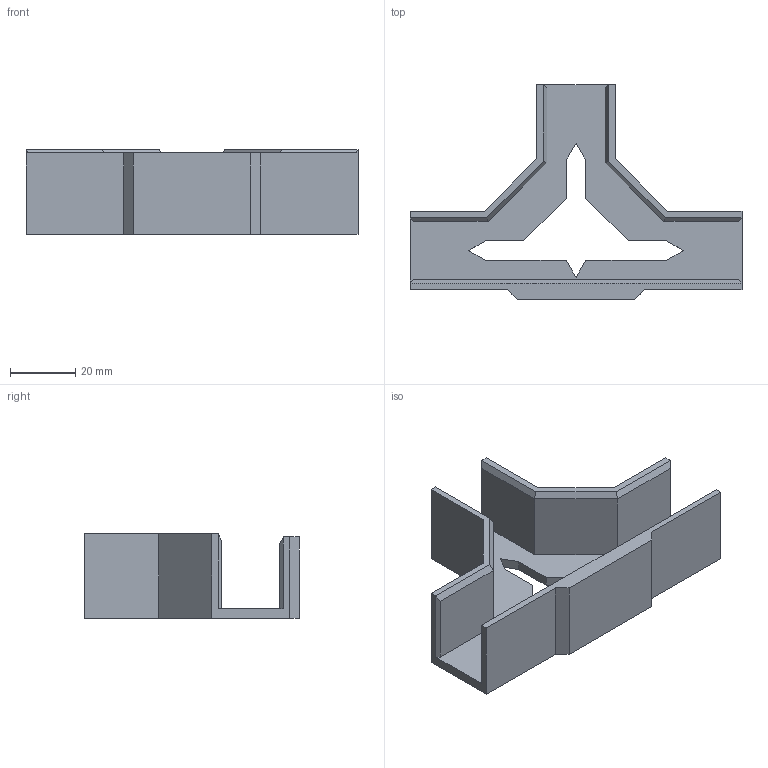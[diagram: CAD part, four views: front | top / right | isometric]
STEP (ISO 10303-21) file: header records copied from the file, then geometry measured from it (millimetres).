
FILE_DESCRIPTION(('FreeCAD Model'),'2;1');
FILE_NAME('Open CASCADE Shape Model','2026-01-11T22:00:36',(''),(''), 'Open CASCADE STEP processor 7.8','FreeCAD','Unknown');
FILE_SCHEMA(('AUTOMOTIVE_DESIGN { 1 0 10303 214 1 1 1 1 }'));
Length unit declared in the file: millimetre
Products named in the file (1): Zawartość
Bounding box: 102 x 66 x 26 mm (x, y, z)
Volume: 27863.4 mm3; surface area: 19057.8 mm2
Topology: 1 solids, 1 shells, 288 faces, 824 edges, 548 vertices
Faces by surface type: extrusion 167, plane 121
Entity records: 9556 total; most frequent: CARTESIAN_POINT 2663, ORIENTED_EDGE 1648, DIRECTION 901, EDGE_CURVE 824, VECTOR 657, VERTEX_POINT 548, B_SPLINE_CURVE_WITH_KNOTS 501, LINE 490
